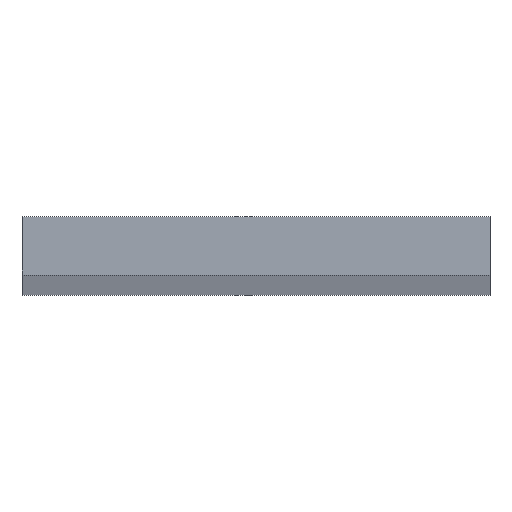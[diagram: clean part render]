
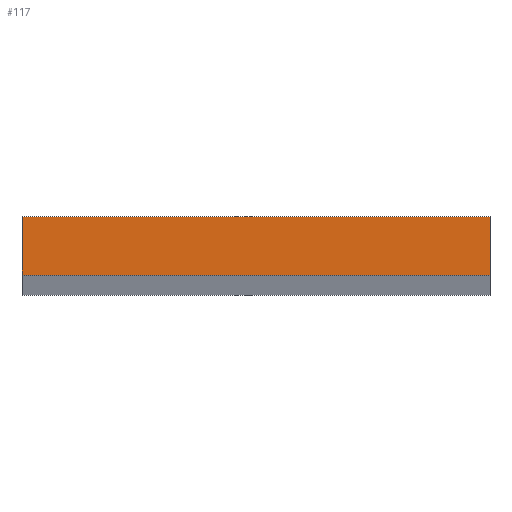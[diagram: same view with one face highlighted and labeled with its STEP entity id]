
A CAD part, top view. The second image highlights one B-rep face of the part: STEP entity #117.
In plain terms, the highlighted planar face has unit normal (0, 0, 1).
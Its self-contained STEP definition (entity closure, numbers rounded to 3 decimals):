
#10 = AXIS2_PLACEMENT_3D ( 'NONE', #166, #144, #167 ) ;
#11 = VECTOR ( 'NONE', #184, 1000. ) ;
#17 = VECTOR ( 'NONE', #159, 1000. ) ;
#35 = VECTOR ( 'NONE', #151, 1000. ) ;
#43 = FACE_OUTER_BOUND ( 'NONE', #102, .T. ) ;
#50 = VECTOR ( 'NONE', #197, 1000. ) ;
#57 = VERTEX_POINT ( 'NONE', #67 ) ;
#58 = CARTESIAN_POINT ( 'NONE',  ( -20., -2.5, 500. ) ) ;
#61 = VERTEX_POINT ( 'NONE', #69 ) ;
#67 = CARTESIAN_POINT ( 'NONE',  ( 20., -2.5, 500. ) ) ;
#69 = CARTESIAN_POINT ( 'NONE',  ( -20., 2.5, 500. ) ) ;
#79 = ORIENTED_EDGE ( 'NONE', *, *, #111, .T. ) ;
#80 = ORIENTED_EDGE ( 'NONE', *, *, #123, .T. ) ;
#81 = ORIENTED_EDGE ( 'NONE', *, *, #114, .T. ) ;
#83 = ORIENTED_EDGE ( 'NONE', *, *, #129, .T. ) ;
#94 = VERTEX_POINT ( 'NONE', #98 ) ;
#97 = VERTEX_POINT ( 'NONE', #58 ) ;
#98 = CARTESIAN_POINT ( 'NONE',  ( 20., 2.5, 500. ) ) ;
#102 = EDGE_LOOP ( 'NONE', ( #81, #80, #79, #83 ) ) ;
#111 = EDGE_CURVE ( 'NONE', #57, #94, #149, .T. ) ;
#114 = EDGE_CURVE ( 'NONE', #61, #97, #157, .T. ) ;
#117 = ADVANCED_FACE ( 'NONE', ( #43 ), #143, .T. ) ;
#123 = EDGE_CURVE ( 'NONE', #97, #57, #182, .T. ) ;
#129 = EDGE_CURVE ( 'NONE', #94, #61, #195, .T. ) ;
#143 = PLANE ( 'NONE',  #10 ) ;
#144 = DIRECTION ( 'NONE',  ( 0., 0., 1. ) ) ;
#149 = LINE ( 'NONE', #150, #35 ) ;
#150 = CARTESIAN_POINT ( 'NONE',  ( 20., 2.5, 500. ) ) ;
#151 = DIRECTION ( 'NONE',  ( 0., 1., 0. ) ) ;
#157 = LINE ( 'NONE', #158, #17 ) ;
#158 = CARTESIAN_POINT ( 'NONE',  ( -20., 2.5, 500. ) ) ;
#159 = DIRECTION ( 'NONE',  ( 0., -1., 0. ) ) ;
#166 = CARTESIAN_POINT ( 'NONE',  ( 0., 0., 500. ) ) ;
#167 = DIRECTION ( 'NONE',  ( 1., 0., 0. ) ) ;
#182 = LINE ( 'NONE', #183, #11 ) ;
#183 = CARTESIAN_POINT ( 'NONE',  ( -20., -2.5, 500. ) ) ;
#184 = DIRECTION ( 'NONE',  ( 1., 0., 0. ) ) ;
#195 = LINE ( 'NONE', #196, #50 ) ;
#196 = CARTESIAN_POINT ( 'NONE',  ( -20., 2.5, 500. ) ) ;
#197 = DIRECTION ( 'NONE',  ( -1., 0., 0. ) ) ;
